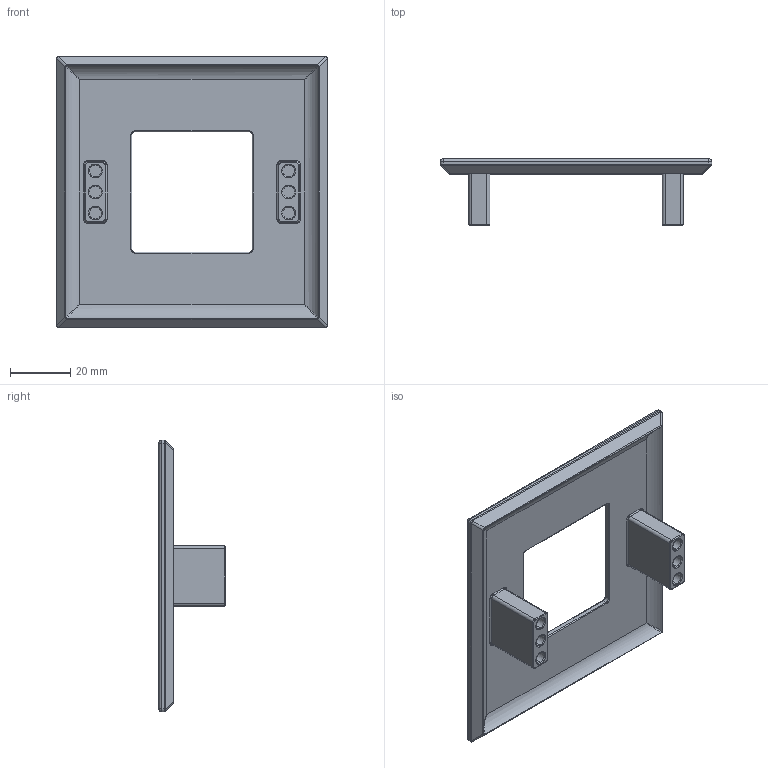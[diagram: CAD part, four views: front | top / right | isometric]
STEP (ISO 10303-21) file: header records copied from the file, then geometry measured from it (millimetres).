
FILE_DESCRIPTION (( 'STEP AP214' ), '1' );
FILE_NAME ('F003172,F003173_3D.step', '2022-08-15T13:03:18', ( '' ), ( '' ), 'SwSTEP 2.0', 'SolidWorks 2020', '' );
FILE_SCHEMA (( 'AUTOMOTIVE_DESIGN' ));
Length unit declared in the file: millimetre
Products named in the file (1): F003172,F003173_3D
Bounding box: 90.21 x 22 x 90.21 mm (x, y, z)
Volume: 20809.4 mm3; surface area: 17717 mm2
Topology: 1 solids, 1 shells, 161 faces, 380 edges, 227 vertices
Faces by surface type: cylinder 74, bspline 57, plane 30
Entity records: 8866 total; most frequent: CARTESIAN_POINT 3718, ORIENTED_EDGE 756, DIRECTION 612, EDGE_CURVE 378, AXIS2_PLACEMENT_3D 241, VERTEX_POINT 227, EDGE_LOOP 171, UNCERTAINTY_MEASURE_WITH_UNIT 164
